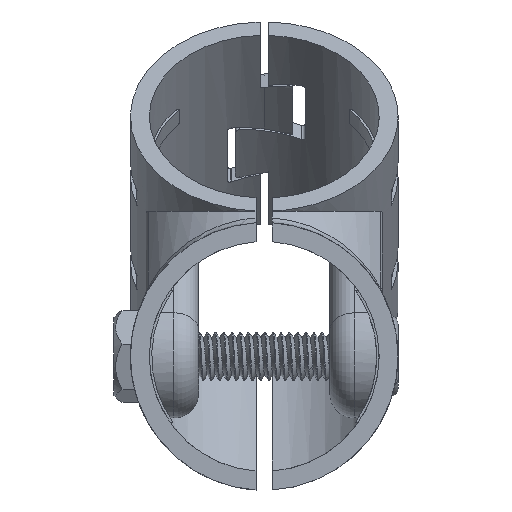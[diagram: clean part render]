
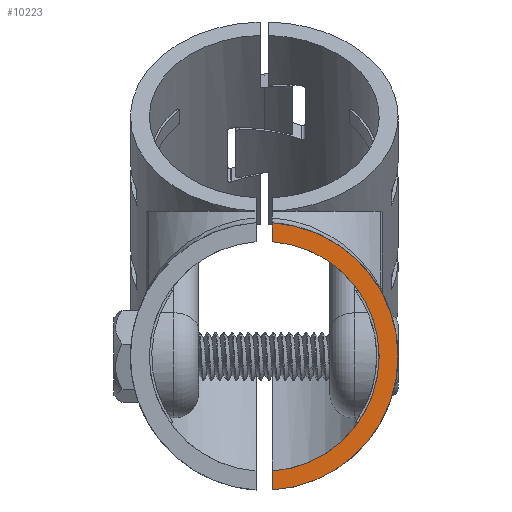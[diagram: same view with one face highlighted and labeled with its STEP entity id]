
A CAD part, left-side view. The second image highlights one B-rep face of the part: STEP entity #10223.
In plain terms, the highlighted planar face has unit normal (-1, 0, 0).
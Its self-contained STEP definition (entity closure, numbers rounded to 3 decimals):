
#506 = CARTESIAN_POINT ( 'NONE',  ( 0., -1., -13.964 ) ) ;
#1163 = AXIS2_PLACEMENT_3D ( 'NONE', #21311, #4636, #2318 ) ;
#1971 = CIRCLE ( 'NONE', #3513, 16.3 ) ;
#2318 = DIRECTION ( 'NONE',  ( 0., 0., 1. ) ) ;
#3513 = AXIS2_PLACEMENT_3D ( 'NONE', #19910, #8675, #18062 ) ;
#4276 = FACE_OUTER_BOUND ( 'NONE', #5985, .T. ) ;
#4636 = DIRECTION ( 'NONE',  ( -1., 0., 0. ) ) ;
#5495 = ORIENTED_EDGE ( 'NONE', *, *, #14569, .F. ) ;
#5794 = VECTOR ( 'NONE', #22596, 1000. ) ;
#5835 = AXIS2_PLACEMENT_3D ( 'NONE', #14606, #23663, #16107 ) ;
#5985 = EDGE_LOOP ( 'NONE', ( #5495, #7553, #20957, #6714 ) ) ;
#6395 = VECTOR ( 'NONE', #10480, 1000. ) ;
#6438 = PLANE ( 'NONE',  #1163 ) ;
#6714 = ORIENTED_EDGE ( 'NONE', *, *, #9010, .T. ) ;
#7553 = ORIENTED_EDGE ( 'NONE', *, *, #21853, .T. ) ;
#7713 = CARTESIAN_POINT ( 'NONE',  ( 0., -1., -13.964 ) ) ;
#8675 = DIRECTION ( 'NONE',  ( 1., 0., 0. ) ) ;
#9010 = EDGE_CURVE ( 'NONE', #16504, #23197, #9522, .T. ) ;
#9522 = LINE ( 'NONE', #7713, #5794 ) ;
#10223 = ADVANCED_FACE ( 'NONE', ( #4276 ), #6438, .T. ) ;
#10480 = DIRECTION ( 'NONE',  ( 0., 0., -1. ) ) ;
#12655 = LINE ( 'NONE', #24011, #6395 ) ;
#14325 = VERTEX_POINT ( 'NONE', #17471 ) ;
#14569 = EDGE_CURVE ( 'NONE', #14325, #23197, #1971, .T. ) ;
#14606 = CARTESIAN_POINT ( 'NONE',  ( 0., 0., 0. ) ) ;
#14793 = EDGE_CURVE ( 'NONE', #15664, #16504, #18692, .T. ) ;
#15250 = CARTESIAN_POINT ( 'NONE',  ( 0., -1., 13.964 ) ) ;
#15664 = VERTEX_POINT ( 'NONE', #15250 ) ;
#16107 = DIRECTION ( 'NONE',  ( 0., 0., 1. ) ) ;
#16504 = VERTEX_POINT ( 'NONE', #506 ) ;
#17471 = CARTESIAN_POINT ( 'NONE',  ( 0., -1., 16.269 ) ) ;
#18062 = DIRECTION ( 'NONE',  ( 0., 0., 1. ) ) ;
#18692 = CIRCLE ( 'NONE', #5835, 14. ) ;
#19910 = CARTESIAN_POINT ( 'NONE',  ( 0., 0., 0. ) ) ;
#20957 = ORIENTED_EDGE ( 'NONE', *, *, #14793, .T. ) ;
#21311 = CARTESIAN_POINT ( 'NONE',  ( 0., 0., 0. ) ) ;
#21853 = EDGE_CURVE ( 'NONE', #14325, #15664, #12655, .T. ) ;
#22164 = CARTESIAN_POINT ( 'NONE',  ( 0., -1., -16.269 ) ) ;
#22596 = DIRECTION ( 'NONE',  ( 0., 0., -1. ) ) ;
#23197 = VERTEX_POINT ( 'NONE', #22164 ) ;
#23663 = DIRECTION ( 'NONE',  ( 1., 0., 0. ) ) ;
#24011 = CARTESIAN_POINT ( 'NONE',  ( 0., -1., 0. ) ) ;
